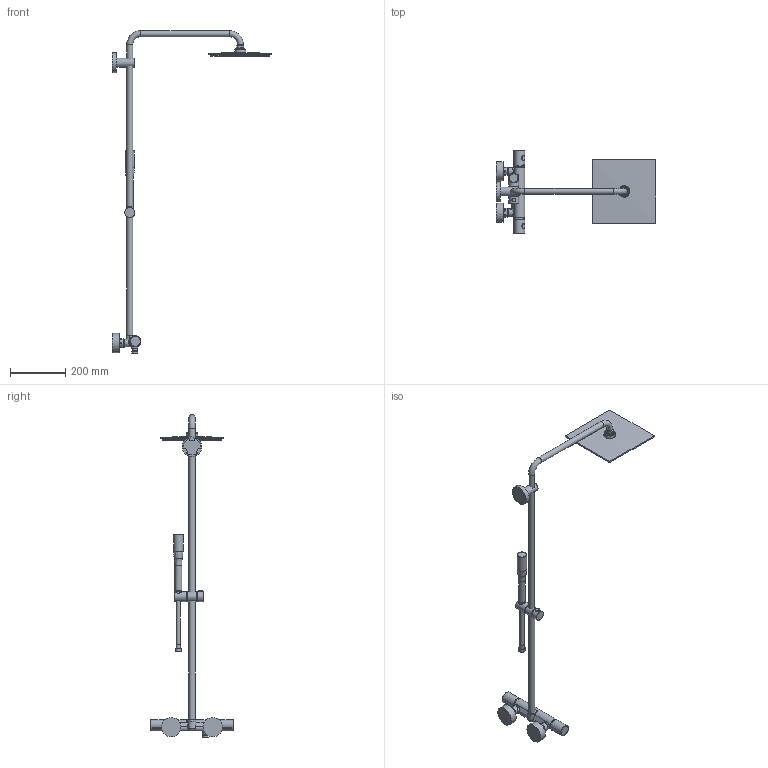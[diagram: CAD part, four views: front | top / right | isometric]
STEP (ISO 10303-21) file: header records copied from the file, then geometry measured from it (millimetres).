
FILE_DESCRIPTION(/* description */ ('Unknown'),/* implementation_level */ '2;1');
FILE_NAME(/* name */ '26365000',/* time_stamp */ '2022-09-09T14:03:20+02:00',/* author */ ('Unknown'),/* organization */ ('GROHE AG'),/* preprocessor_version */ 'ST-DEVELOPER v16.7',/* originating_system */ 'DEX',/* authorisation */ $);
FILE_SCHEMA (('AUTOMOTIVE_DESIGN {1 0 10303 214 3 1 1}'));
Length unit declared in the file: millimetre
Products named in the file (8): 26365000; 26365000_0; 26365000_1; id115; 081107 GTM1000C Handles Update02; 2010 01 26 Artikel aktuell; A4284282 handle-2 1000C 081107
Assembly tree (7 placements, depth 2):
  26365000
    26365000
    26365000_0
    26365000_1
    id115
    081107 GTM1000C Handles Update02
    2010 01 26 Artikel aktuell
    A4284282 handle-2 1000C 081107
Bounding box: 578 x 298.65 x 1168.88 mm (x, y, z)
Volume: 601013.3 mm3; surface area: 427005.3 mm2
Topology: 6 solids, 46 shells, 225 faces, 728 edges, 543 vertices
Faces by surface type: cylinder 76, plane 72, bspline 40, torus 18, cone 15, sphere 4
Full cylindrical faces by diameter (mm): 15 x1, 16 x1, 18 x1, 19 x2, 19.9 x1, 20.9 x2, 20.96 x1, 22 x4, 23 x3, 25 x1, 27 x2, 31.3 x1, 33.4 x2, 34 x1, 36 x4, 38 x1, 40 x2, 70 x2, 71 x1
Entity records: 19649 total; most frequent: CARTESIAN_POINT 13256, DIRECTION 953, ORIENTED_EDGE 927, EDGE_CURVE 605, VERTEX_POINT 494, AXIS2_PLACEMENT_3D 408, EDGE_LOOP 350, FACE_BOUND 350
